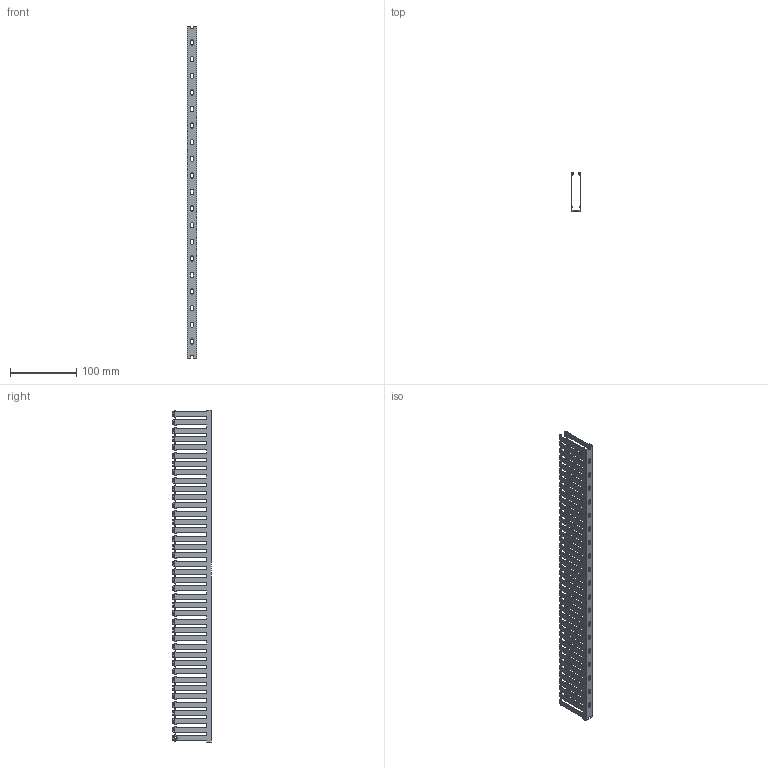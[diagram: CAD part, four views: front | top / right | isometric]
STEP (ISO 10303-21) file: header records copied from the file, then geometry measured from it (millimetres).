
FILE_DESCRIPTION (( 'STEP AP214' ), '1' );
FILE_NAME ('盷贄鍧闉鍕_RL_Corpo_T1_015x060.STEP', '2018-11-14T08:36:31', ( '' ), ( '' ), 'SwSTEP 2.0', 'SolidWorks 2016', '' );
FILE_SCHEMA (( 'AUTOMOTIVE_DESIGN' ));
Length unit declared in the file: millimetre
Products named in the file (1): 盷贄鍧闉鍕_RL_Corpo_T1_015x060
Bounding box: 15 x 58.48 x 500 mm (x, y, z)
Volume: 43484.2 mm3; surface area: 102529.7 mm2
Topology: 1 solids, 1 shells, 2194 faces, 6586 edges, 4390 vertices
Faces by surface type: cylinder 1172, plane 1022
Full cylindrical faces by diameter (mm): 4 x2
Entity records: 77912 total; most frequent: CARTESIAN_POINT 21205, ORIENTED_EDGE 13164, DIRECTION 10736, EDGE_CURVE 6582, VERTEX_POINT 4388, LINE 3594, VECTOR 3594, AXIS2_PLACEMENT_3D 3571
